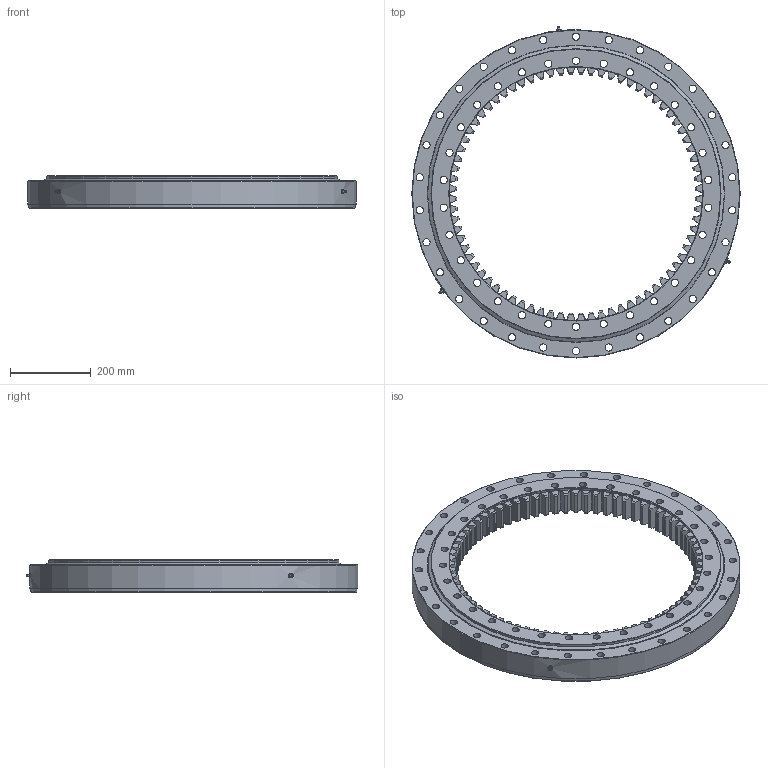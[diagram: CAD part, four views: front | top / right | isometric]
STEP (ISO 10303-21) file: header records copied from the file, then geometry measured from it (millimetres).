
FILE_DESCRIPTION (( 'STEP AP214' ), '1' );
FILE_NAME ('I.815.32.10.D.1.STEP', '2020-05-13T10:10:08', ( '' ), ( '' ), 'SwSTEP 2.0', 'SolidWorks 2016', '' );
FILE_SCHEMA (( 'AUTOMOTIVE_DESIGN' ));
Length unit declared in the file: millimetre
Products named in the file (7): Ball D32; I.815.32.10.D.1; B.815.B32B.B1N.5 - OR; B.815.B32B.B1N.5 - IR Seal; B.815.B32B.B1N.5 - IR; Grease nipple M10x1mm; B.815.B32B.B1N.5 - OR Seal
Assembly tree (67 placements, depth 2):
  I.815.32.10.D.1
    B.815.B32B.B1N.5 - IR
    B.815.B32B.B1N.5 - OR
    Ball D32  x60
    B.815.B32B.B1N.5 - IR Seal
    B.815.B32B.B1N.5 - OR Seal
    Grease nipple M10x1mm  x3
Bounding box: 815 x 823.97 x 80 mm (x, y, z)
Volume: 13170230.7 mm3; surface area: 1853469 mm2
Topology: 67 solids, 67 shells, 948 faces, 2708 edges, 1785 vertices
Faces by surface type: bspline 304, cone 209, plane 198, cylinder 161, sphere 60, torus 16
Full cylindrical faces by diameter (mm): 3 x3, 5 x3, 9 x3, 10 x3, 18 x60, 630 x1, 706 x2, 717 x1, 720 x4, 723 x1, 734 x2, 810 x1, 815 x1
Entity records: 32240 total; most frequent: CARTESIAN_POINT 12092, ORIENTED_EDGE 4596, DIRECTION 3054, EDGE_CURVE 2298, VERTEX_POINT 1590, AXIS2_PLACEMENT_3D 1106, EDGE_LOOP 1086, B_SPLINE_CURVE_WITH_KNOTS 951
